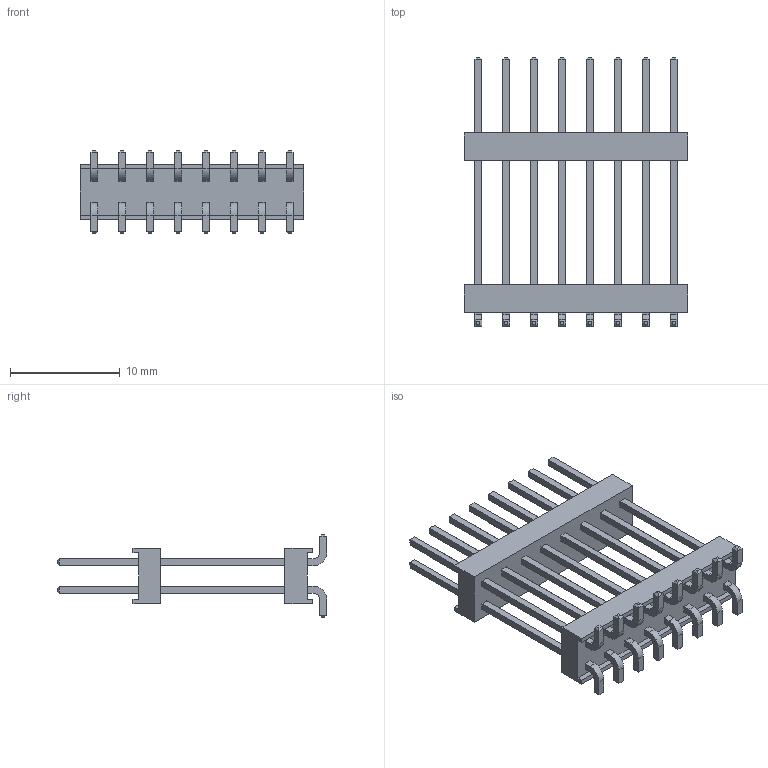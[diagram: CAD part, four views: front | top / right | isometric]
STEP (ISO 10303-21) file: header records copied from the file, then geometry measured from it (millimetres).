
FILE_DESCRIPTION( ( 'STEP AP214' ), '1' );
FILE_NAME( 'HW-08-12-F-D-694-SM.stp', '2021-03-05T01:24:44', ( 'License CC BY-ND 4.0' ), ( 'CADENAS' ), ' ', 'PARTsolutions', ' ' );
FILE_SCHEMA( ( 'AUTOMOTIVE_DESIGN { 1 0 10303 214 1 1 1 1 }' ) );
Length unit declared in the file: inch
Products named in the file (4): HW-08-12-F-D-694-SM; __PHW-08-12-F-D-694-SM; __BBHW-08-12-F-D-694-SM; __TBHW-08-12-F-D-694-SM
Assembly tree (3 placements, depth 2):
  HW-08-12-F-D-694-SM
    __PHW-08-12-F-D-694-SM
    __BBHW-08-12-F-D-694-SM
    __TBHW-08-12-F-D-694-SM
Bounding box: 20.32 x 24.51 x 7.49 mm (x, y, z)
Volume: 594.9 mm3; surface area: 2035 mm2
Topology: 3 solids, 3 shells, 502 faces, 1276 edges, 808 vertices
Faces by surface type: plane 470, cylinder 32
Entity records: 18914 total; most frequent: CARTESIAN_POINT 2590, ORIENTED_EDGE 2552, DIRECTION 2352, EDGE_CURVE 1276, LINE 1212, VECTOR 1212, VERTEX_POINT 808, EDGE_LOOP 594
